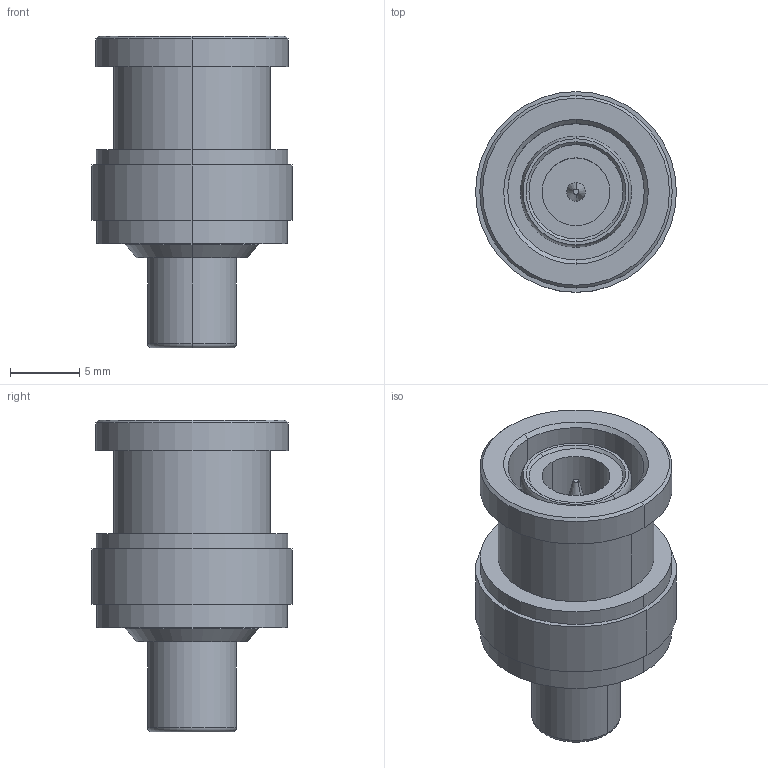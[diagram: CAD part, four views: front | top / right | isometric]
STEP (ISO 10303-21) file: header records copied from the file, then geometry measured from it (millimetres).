
FILE_DESCRIPTION((''),'2;1');
FILE_NAME('C-1-1337463-0','2016-02-04T',('workeradm'),('Tyco Electronics Ltd.'),'CREO PARAMETRIC BY PTC INC, 2015200','CREO PARAMETRIC BY PTC INC, 2015200','');
FILE_SCHEMA(('AUTOMOTIVE_DESIGN { 1 0 10303 214 1 1 1 1 }'));
Length unit declared in the file: millimetre
Products named in the file (1): C-1-1337463-0
Bounding box: 14.5 x 14.5 x 22.5 mm (x, y, z)
Volume: 1878.8 mm3; surface area: 1751.2 mm2
Topology: 1 solids, 1 shells, 49 faces, 96 edges, 60 vertices
Faces by surface type: cylinder 22, plane 13, cone 10, torus 4
Entity records: 1619 total; most frequent: DIRECTION 258, CARTESIAN_POINT 207, ORIENTED_EDGE 192, AXIS2_PLACEMENT_3D 113, PRESENTATION_STYLE_ASSIGNMENT 97, STYLED_ITEM 97, CURVE_STYLE 96, EDGE_CURVE 96
